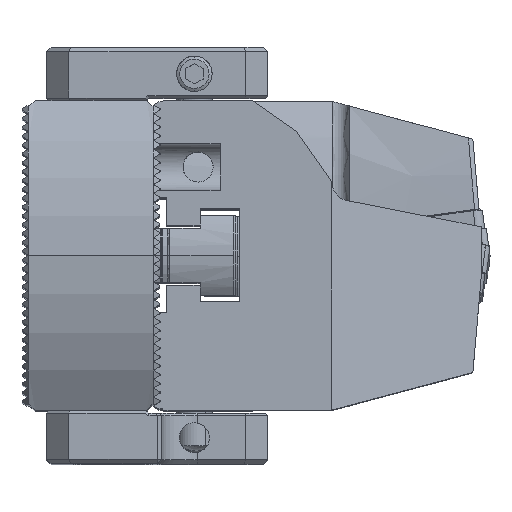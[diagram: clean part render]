
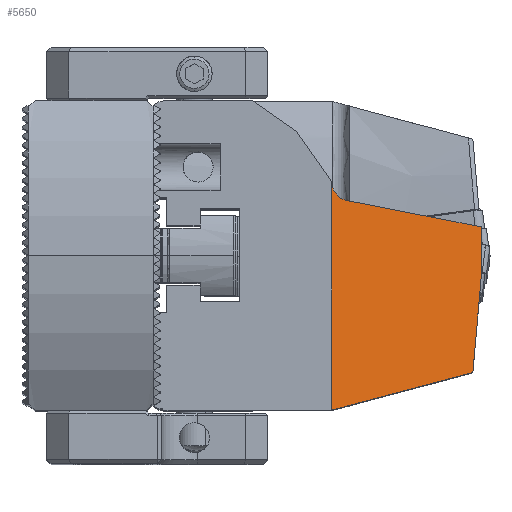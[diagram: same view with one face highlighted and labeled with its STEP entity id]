
A CAD part, top view. The second image highlights one B-rep face of the part: STEP entity #5650.
In plain terms, the highlighted face is planar.
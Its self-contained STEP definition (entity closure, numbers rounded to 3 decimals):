
#3013 = VECTOR ( 'NONE', #17667, 1000. ) ;
#4377 = FACE_OUTER_BOUND ( 'NONE', #74898, .T. ) ;
#5650 = ADVANCED_FACE ( 'NONE', ( #4377 ), #9482, .F. ) ;
#9037 = VERTEX_POINT ( 'NONE', #43595 ) ;
#9482 = PLANE ( 'NONE',  #63086 ) ;
#10506 = VECTOR ( 'NONE', #57890, 1000. ) ;
#11854 = VERTEX_POINT ( 'NONE', #62507 ) ;
#15592 = ORIENTED_EDGE ( 'NONE', *, *, #83919, .T. ) ;
#15900 = LINE ( 'NONE', #61752, #83198 ) ;
#16506 = CARTESIAN_POINT ( 'NONE',  ( 54.992, -2., -35. ) ) ;
#17667 = DIRECTION ( 'NONE',  ( 0.05, -0.087, -0.995 ) ) ;
#23305 = CARTESIAN_POINT ( 'NONE',  ( 73.688, -34.382, 12.793 ) ) ;
#23467 = DIRECTION ( 'NONE',  ( 0.5, -0.866, 0. ) ) ;
#23603 = CARTESIAN_POINT ( 'NONE',  ( 59.414, -9.658, 7.982 ) ) ;
#23678 = VECTOR ( 'NONE', #65067, 1000. ) ;
#24685 = VERTEX_POINT ( 'NONE', #24925 ) ;
#24925 = CARTESIAN_POINT ( 'NONE',  ( 74.5, -35.788, 16.633 ) ) ;
#29036 = DIRECTION ( 'NONE',  ( 0.487, -0.844, -0.226 ) ) ;
#31905 = VERTEX_POINT ( 'NONE', #73593 ) ;
#35830 = EDGE_CURVE ( 'NONE', #11854, #9037, #60535, .T. ) ;
#35940 = EDGE_CURVE ( 'NONE', #11854, #81441, #37702, .T. ) ;
#36914 = EDGE_CURVE ( 'NONE', #9037, #31905, #82148, .T. ) ;
#37139 = EDGE_CURVE ( 'NONE', #75786, #24685, #15900, .T. ) ;
#37240 = CARTESIAN_POINT ( 'NONE',  ( 74.5, -35.788, 14.495 ) ) ;
#37702 = LINE ( 'NONE', #86819, #3013 ) ;
#37828 = ORIENTED_EDGE ( 'NONE', *, *, #37139, .F. ) ;
#41039 = VECTOR ( 'NONE', #29036, 1000. ) ;
#41790 = ORIENTED_EDGE ( 'NONE', *, *, #71966, .F. ) ;
#43595 = CARTESIAN_POINT ( 'NONE',  ( 54.992, -2., 6.492 ) ) ;
#56623 = CARTESIAN_POINT ( 'NONE',  ( 63.041, -15.941, -29.682 ) ) ;
#57890 = DIRECTION ( 'NONE',  ( 0.493, -0.854, 0.166 ) ) ;
#58048 = CARTESIAN_POINT ( 'NONE',  ( 54.992, -2., -35. ) ) ;
#60535 = LINE ( 'NONE', #16506, #23678 ) ;
#61752 = CARTESIAN_POINT ( 'NONE',  ( 74.5, -35.788, -35. ) ) ;
#62507 = CARTESIAN_POINT ( 'NONE',  ( 54.992, -2., -5. ) ) ;
#63086 = AXIS2_PLACEMENT_3D ( 'NONE', #58048, #65050, #23467 ) ;
#65050 = DIRECTION ( 'NONE',  ( -0.866, -0.5, 0. ) ) ;
#65067 = DIRECTION ( 'NONE',  ( 0., 0., 1. ) ) ;
#68766 = DIRECTION ( 'NONE',  ( 0., 0., 1. ) ) ;
#71397 = ORIENTED_EDGE ( 'NONE', *, *, #36914, .T. ) ;
#71876 = CARTESIAN_POINT ( 'NONE',  ( 72.472, -32.275, 12.384 ) ) ;
#71966 = EDGE_CURVE ( 'NONE', #81441, #75786, #82367, .T. ) ;
#73593 = CARTESIAN_POINT ( 'NONE',  ( 72.472, -32.275, 12.384 ) ) ;
#74781 = ORIENTED_EDGE ( 'NONE', *, *, #35940, .F. ) ;
#74898 = EDGE_LOOP ( 'NONE', ( #74781, #75168, #71397, #15592, #37828, #41790 ) ) ;
#75168 = ORIENTED_EDGE ( 'NONE', *, *, #35830, .T. ) ;
#75786 = VERTEX_POINT ( 'NONE', #88309 ) ;
#80533 = CARTESIAN_POINT ( 'NONE',  ( 56.076, -3.877, -26.449 ) ) ;
#81441 = VERTEX_POINT ( 'NONE', #80533 ) ;
#82148 = LINE ( 'NONE', #23603, #10506 ) ;
#82367 = LINE ( 'NONE', #56623, #41039 ) ;
#83198 = VECTOR ( 'NONE', #68766, 1000. ) ;
#83919 = EDGE_CURVE ( 'NONE', #31905, #24685, #88076, .T. ) ;
#85744 = CARTESIAN_POINT ( 'NONE',  ( 74.5, -35.788, 16.633 ) ) ;
#86819 = CARTESIAN_POINT ( 'NONE',  ( 58.921, -8.804, -82.771 ) ) ;
#88076 =( BOUNDED_CURVE ( )  B_SPLINE_CURVE ( 3, ( #71876, #23305, #37240, #85744 ),
 .UNSPECIFIED., .F., .F. ) 
 B_SPLINE_CURVE_WITH_KNOTS ( ( 4, 4 ),
 ( 1.485, 2.934 ),
 .UNSPECIFIED. ) 
 CURVE ( )  GEOMETRIC_REPRESENTATION_ITEM ( )  RATIONAL_B_SPLINE_CURVE ( ( 1., 0.833, 0.833, 1. ) ) 
 REPRESENTATION_ITEM ( '' )  );
#88309 = CARTESIAN_POINT ( 'NONE',  ( 74.5, -35.788, -35. ) ) ;
